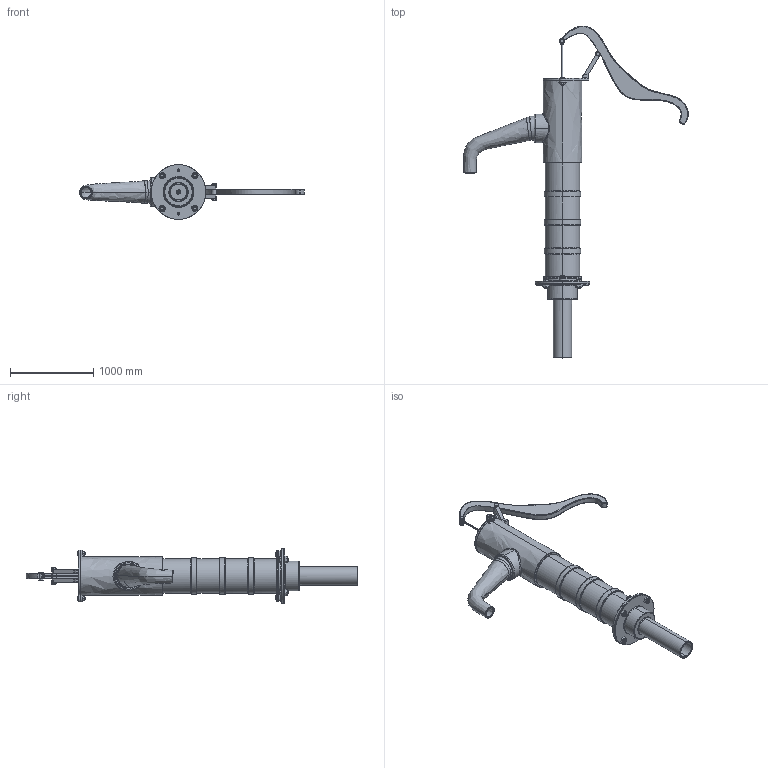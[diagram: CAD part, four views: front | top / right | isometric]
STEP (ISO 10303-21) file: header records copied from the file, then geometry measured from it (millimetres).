
FILE_DESCRIPTION(('FreeCAD Model'),'2;1');
FILE_NAME('Open CASCADE Shape Model','2025-04-17T10:31:57',('FreeCAD'),( 'FreeCAD'),'Open CASCADE STEP processor 7.6','FreeCAD','Unknown');
FILE_SCHEMA(('AUTOMOTIVE_DESIGN { 1 0 10303 214 1 1 1 1 }'));
Products named in the file (1): Open CASCADE STEP translator 7.6 1
Bounding box: 2693.69 x 3982.33 x 656.73 mm (x, y, z)
Surface area: 14312130.7 mm2 (no closed solid volume)
Topology: 0 solids, 979 shells, 979 faces, 18763 edges, 18753 vertices
Faces by surface type: bspline 979
Entity records: 208278 total; most frequent: CARTESIAN_POINT 129048, ORIENTED_EDGE 18757, EDGE_CURVE 18757, VERTEX_POINT 18757, B_SPLINE_CURVE_WITH_KNOTS 17446, FACE_BOUND 1117, EDGE_LOOP 1117, SHELL_BASED_SURFACE_MODEL 979
